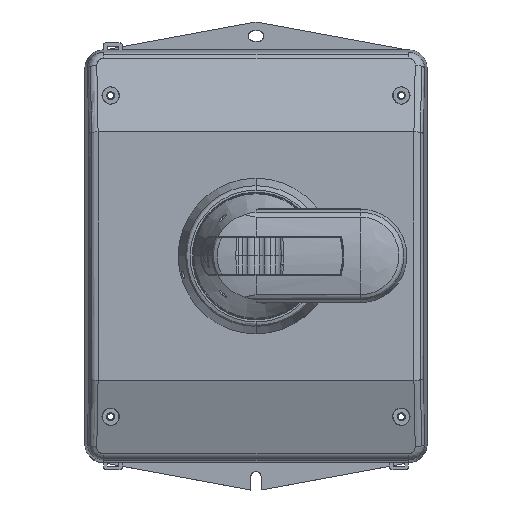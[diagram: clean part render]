
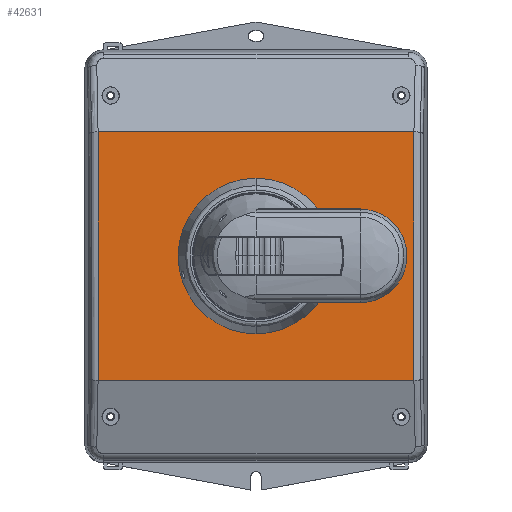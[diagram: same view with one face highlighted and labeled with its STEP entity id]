
A CAD part, top view. The second image highlights one B-rep face of the part: STEP entity #42631.
In plain terms, the highlighted free-form (B-spline) face has degree [1, 1] with [2, 2] control points.
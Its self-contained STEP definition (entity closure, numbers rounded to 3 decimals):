
#562 = CARTESIAN_POINT ( 'NONE',  ( -67.37, -57.65, 103. ) ) ;
#923 = CARTESIAN_POINT ( 'NONE',  ( 67.37, 48.35, 103. ) ) ;
#1394 = CARTESIAN_POINT ( 'NONE',  ( -32.89, -3.384, 103. ) ) ;
#3681 = CARTESIAN_POINT ( 'NONE',  ( 67.364, 48.35, 103. ) ) ;
#3852 = EDGE_LOOP ( 'NONE', ( #4641, #37055, #70315, #56043, #73624, #54063, #39597, #82810 ) ) ;
#4604 = FACE_OUTER_BOUND ( 'NONE', #3852, .T. ) ;
#4641 = ORIENTED_EDGE ( 'NONE', *, *, #6257, .F. ) ;
#5660 = DIRECTION ( 'NONE',  ( -1., 0., 0. ) ) ;
#6257 = EDGE_CURVE ( 'NONE', #7280, #54387, #71665, .T. ) ;
#6778 = CARTESIAN_POINT ( 'NONE',  ( -67.37, 48.35, 103. ) ) ;
#6940 = VERTEX_POINT ( 'NONE', #33751 ) ;
#7280 = VERTEX_POINT ( 'NONE', #66319 ) ;
#7469 = CARTESIAN_POINT ( 'NONE',  ( 67.357, 48.35, 103. ) ) ;
#8995 = CARTESIAN_POINT ( 'NONE',  ( 0., -37.564, 103. ) ) ;
#10383 = CARTESIAN_POINT ( 'NONE',  ( 67.37, 48.35, 103. ) ) ;
#11264 = EDGE_CURVE ( 'NONE', #51229, #54387, #18777, .T. ) ;
#13203 =( BOUNDED_CURVE ( )  B_SPLINE_CURVE ( 2, ( #34000, #35751, #48670, #67858, #61151 ),
 .UNSPECIFIED., .F., .F. ) 
 B_SPLINE_CURVE_WITH_KNOTS ( ( 3, 2, 3 ),
 ( 0., 0.255, 0.5 ),
 .UNSPECIFIED. ) 
 CURVE ( )  GEOMETRIC_REPRESENTATION_ITEM ( )  RATIONAL_B_SPLINE_CURVE ( ( 1., 0.693, 1., 0.721, 1. ) ) 
 REPRESENTATION_ITEM ( '' )  );
#13205 = CARTESIAN_POINT ( 'NONE',  ( 0., 48.35, 103. ) ) ;
#14833 = CARTESIAN_POINT ( 'NONE',  ( 67.37, -57.65, 103. ) ) ;
#14996 = EDGE_CURVE ( 'NONE', #23606, #71304, #13203, .T. ) ;
#16129 = CARTESIAN_POINT ( 'NONE',  ( -67.37, 48.35, 103. ) ) ;
#16749 = EDGE_CURVE ( 'NONE', #7280, #44772, #24599, .T. ) ;
#18777 = LINE ( 'NONE', #77201, #85087 ) ;
#19236 = CARTESIAN_POINT ( 'NONE',  ( -67.37, -4.65, 103. ) ) ;
#19598 = CARTESIAN_POINT ( 'NONE',  ( -67.357, -57.65, 103. ) ) ;
#22788 = CARTESIAN_POINT ( 'NONE',  ( -34.205, -37.564, 103. ) ) ;
#23606 = VERTEX_POINT ( 'NONE', #57051 ) ;
#24183 = CARTESIAN_POINT ( 'NONE',  ( 67.357, -57.65, 103. ) ) ;
#24599 = LINE ( 'NONE', #77978, #72011 ) ;
#25968 = FACE_BOUND ( 'NONE', #36598, .T. ) ;
#27620 =( BOUNDED_CURVE ( )  B_SPLINE_CURVE ( 2, ( #41086, #34372, #562 ),
 .UNSPECIFIED., .F., .T. ) 
 B_SPLINE_CURVE_WITH_KNOTS ( ( 3, 3 ),
 ( 0., 1. ),
 .UNSPECIFIED. ) 
 CURVE ( )  GEOMETRIC_REPRESENTATION_ITEM ( )  RATIONAL_B_SPLINE_CURVE ( ( 0.854, 0.854, 0.854 ) ) 
 REPRESENTATION_ITEM ( '' )  );
#28483 = VERTEX_POINT ( 'NONE', #87605 ) ;
#29202 = ORIENTED_EDGE ( 'NONE', *, *, #37127, .F. ) ;
#32523 =( BOUNDED_CURVE ( )  B_SPLINE_CURVE ( 2, ( #71335, #3681, #10383 ),
 .UNSPECIFIED., .F., .F. ) 
 B_SPLINE_CURVE_WITH_KNOTS ( ( 3, 3 ),
 ( 0., 1. ),
 .UNSPECIFIED. ) 
 CURVE ( )  GEOMETRIC_REPRESENTATION_ITEM ( )  RATIONAL_B_SPLINE_CURVE ( ( 0.854, 0.854, 0.854 ) ) 
 REPRESENTATION_ITEM ( '' )  );
#33751 = CARTESIAN_POINT ( 'NONE',  ( -67.357, 48.35, 103. ) ) ;
#33882 = CARTESIAN_POINT ( 'NONE',  ( 67.37, -57.65, 103. ) ) ;
#34000 = CARTESIAN_POINT ( 'NONE',  ( 0., -37.564, 103. ) ) ;
#34372 = CARTESIAN_POINT ( 'NONE',  ( -67.364, -57.65, 103. ) ) ;
#35751 = CARTESIAN_POINT ( 'NONE',  ( 34.205, -37.564, 103. ) ) ;
#36598 = EDGE_LOOP ( 'NONE', ( #49614, #29202 ) ) ;
#37055 = ORIENTED_EDGE ( 'NONE', *, *, #16749, .T. ) ;
#37127 = EDGE_CURVE ( 'NONE', #71304, #23606, #56465, .T. ) ;
#37806 = CARTESIAN_POINT ( 'NONE',  ( 67.357, -57.65, 103. ) ) ;
#38375 = VERTEX_POINT ( 'NONE', #68612 ) ;
#39597 = ORIENTED_EDGE ( 'NONE', *, *, #47242, .F. ) ;
#41086 = CARTESIAN_POINT ( 'NONE',  ( -67.357, -57.65, 103. ) ) ;
#42329 = VECTOR ( 'NONE', #73519, 1000. ) ;
#42631 = ADVANCED_FACE ( 'NONE', ( #25968, #4604 ), #69064, .T. ) ;
#44772 = VERTEX_POINT ( 'NONE', #65094 ) ;
#47242 = EDGE_CURVE ( 'NONE', #51229, #28483, #27620, .T. ) ;
#47428 = EDGE_CURVE ( 'NONE', #38375, #28483, #53035, .T. ) ;
#48670 = CARTESIAN_POINT ( 'NONE',  ( 32.89, -3.384, 103. ) ) ;
#49614 = ORIENTED_EDGE ( 'NONE', *, *, #14996, .F. ) ;
#50330 = CARTESIAN_POINT ( 'NONE',  ( -31.671, 28.264, 103. ) ) ;
#51229 = VERTEX_POINT ( 'NONE', #19598 ) ;
#51682 = DIRECTION ( 'NONE',  ( 0., 1., 0. ) ) ;
#53035 = LINE ( 'NONE', #19236, #42329 ) ;
#54063 = ORIENTED_EDGE ( 'NONE', *, *, #47428, .T. ) ;
#54362 = CARTESIAN_POINT ( 'NONE',  ( -67.37, -57.65, 103. ) ) ;
#54387 = VERTEX_POINT ( 'NONE', #37806 ) ;
#55069 = VERTEX_POINT ( 'NONE', #7469 ) ;
#56043 = ORIENTED_EDGE ( 'NONE', *, *, #73668, .T. ) ;
#56150 = CARTESIAN_POINT ( 'NONE',  ( -67.357, 48.35, 103. ) ) ;
#56465 =( BOUNDED_CURVE ( )  B_SPLINE_CURVE ( 2, ( #61925, #50330, #1394, #22788, #8995 ),
 .UNSPECIFIED., .F., .F. ) 
 B_SPLINE_CURVE_WITH_KNOTS ( ( 3, 2, 3 ),
 ( 0.5, 0.745, 1. ),
 .UNSPECIFIED. ) 
 CURVE ( )  GEOMETRIC_REPRESENTATION_ITEM ( )  RATIONAL_B_SPLINE_CURVE ( ( 1., 0.721, 1., 0.693, 1. ) ) 
 REPRESENTATION_ITEM ( '' )  );
#57051 = CARTESIAN_POINT ( 'NONE',  ( 0., -37.564, 103. ) ) ;
#57915 = EDGE_CURVE ( 'NONE', #55069, #44772, #32523, .T. ) ;
#58040 = VECTOR ( 'NONE', #5660, 1000. ) ;
#59673 = DIRECTION ( 'NONE',  ( 1., 0., 0. ) ) ;
#61151 = CARTESIAN_POINT ( 'NONE',  ( 0., 28.264, 103. ) ) ;
#61925 = CARTESIAN_POINT ( 'NONE',  ( 0., 28.264, 103. ) ) ;
#65094 = CARTESIAN_POINT ( 'NONE',  ( 67.37, 48.35, 103. ) ) ;
#66319 = CARTESIAN_POINT ( 'NONE',  ( 67.37, -57.65, 103. ) ) ;
#67858 = CARTESIAN_POINT ( 'NONE',  ( 31.671, 28.264, 103. ) ) ;
#68612 = CARTESIAN_POINT ( 'NONE',  ( -67.37, 48.35, 103. ) ) ;
#69064 = B_SPLINE_SURFACE_WITH_KNOTS ( 'NONE', 1, 1, ( 
 ( #6778, #923 ),
 ( #54362, #33882 ) ),
 .UNSPECIFIED., .F., .F., .F.,
 ( 2, 2 ),
 ( 2, 2 ),
 ( 0., 1. ),
 ( 0., 1.271 ),
 .UNSPECIFIED. ) ;
#69132 = CARTESIAN_POINT ( 'NONE',  ( 67.364, -57.65, 103. ) ) ;
#70315 = ORIENTED_EDGE ( 'NONE', *, *, #57915, .F. ) ;
#71304 = VERTEX_POINT ( 'NONE', #76342 ) ;
#71335 = CARTESIAN_POINT ( 'NONE',  ( 67.357, 48.35, 103. ) ) ;
#71392 =( BOUNDED_CURVE ( )  B_SPLINE_CURVE ( 2, ( #16129, #84677, #56150 ),
 .UNSPECIFIED., .F., .T. ) 
 B_SPLINE_CURVE_WITH_KNOTS ( ( 3, 3 ),
 ( 0., 1. ),
 .UNSPECIFIED. ) 
 CURVE ( )  GEOMETRIC_REPRESENTATION_ITEM ( )  RATIONAL_B_SPLINE_CURVE ( ( 0.854, 0.854, 0.854 ) ) 
 REPRESENTATION_ITEM ( '' )  );
#71665 =( BOUNDED_CURVE ( )  B_SPLINE_CURVE ( 2, ( #14833, #69132, #24183 ),
 .UNSPECIFIED., .F., .F. ) 
 B_SPLINE_CURVE_WITH_KNOTS ( ( 3, 3 ),
 ( 0., 1. ),
 .UNSPECIFIED. ) 
 CURVE ( )  GEOMETRIC_REPRESENTATION_ITEM ( )  RATIONAL_B_SPLINE_CURVE ( ( 0.854, 0.854, 0.854 ) ) 
 REPRESENTATION_ITEM ( '' )  );
#72011 = VECTOR ( 'NONE', #51682, 1000. ) ;
#73519 = DIRECTION ( 'NONE',  ( 0., -1., 0. ) ) ;
#73624 = ORIENTED_EDGE ( 'NONE', *, *, #87133, .F. ) ;
#73668 = EDGE_CURVE ( 'NONE', #55069, #6940, #77776, .T. ) ;
#76342 = CARTESIAN_POINT ( 'NONE',  ( 0., 28.264, 103. ) ) ;
#77201 = CARTESIAN_POINT ( 'NONE',  ( 0., -57.65, 103. ) ) ;
#77776 = LINE ( 'NONE', #13205, #58040 ) ;
#77978 = CARTESIAN_POINT ( 'NONE',  ( 67.37, -4.65, 103. ) ) ;
#82810 = ORIENTED_EDGE ( 'NONE', *, *, #11264, .T. ) ;
#84677 = CARTESIAN_POINT ( 'NONE',  ( -67.364, 48.35, 103. ) ) ;
#85087 = VECTOR ( 'NONE', #59673, 1000. ) ;
#87133 = EDGE_CURVE ( 'NONE', #38375, #6940, #71392, .T. ) ;
#87605 = CARTESIAN_POINT ( 'NONE',  ( -67.37, -57.65, 103. ) ) ;
